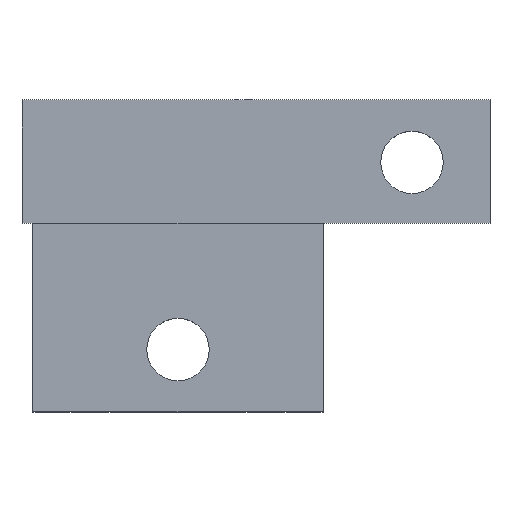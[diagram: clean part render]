
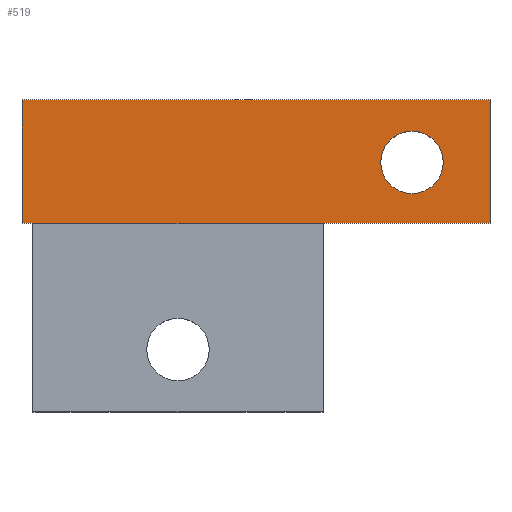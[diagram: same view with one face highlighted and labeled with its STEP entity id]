
A CAD part, top view. The second image highlights one B-rep face of the part: STEP entity #519.
In plain terms, the highlighted planar face has unit normal (0, 0, 1).
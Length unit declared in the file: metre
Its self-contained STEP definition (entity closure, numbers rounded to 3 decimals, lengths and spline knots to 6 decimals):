
#41=LINE('',#779,#107);
#44=LINE('',#785,#110);
#54=LINE('',#803,#120);
#56=LINE('',#807,#122);
#107=VECTOR('',#636,1.);
#110=VECTOR('',#641,1.);
#120=VECTOR('',#653,1.);
#122=VECTOR('',#657,1.);
#216=ORIENTED_EDGE('',*,*,#317,.T.);
#217=ORIENTED_EDGE('',*,*,#332,.F.);
#218=ORIENTED_EDGE('',*,*,#330,.F.);
#219=ORIENTED_EDGE('',*,*,#320,.T.);
#220=ORIENTED_EDGE('',*,*,#295,.T.);
#295=EDGE_CURVE('',#365,#365,#405,.T.);
#317=EDGE_CURVE('',#382,#380,#41,.T.);
#320=EDGE_CURVE('',#384,#382,#44,.T.);
#330=EDGE_CURVE('',#384,#391,#54,.T.);
#332=EDGE_CURVE('',#391,#380,#56,.T.);
#365=VERTEX_POINT('',#734);
#380=VERTEX_POINT('',#777);
#382=VERTEX_POINT('',#780);
#384=VERTEX_POINT('',#786);
#391=VERTEX_POINT('',#804);
#405=CIRCLE('',#551,0.002);
#426=EDGE_LOOP('',(#216,#217,#218,#219));
#427=EDGE_LOOP('',(#220));
#462=FACE_BOUND('',#426,.T.);
#463=FACE_BOUND('',#427,.T.);
#491=PLANE('',#564);
#519=ADVANCED_FACE('',(#462,#463),#491,.T.);
#551=AXIS2_PLACEMENT_3D('',#733,#597,#598);
#564=AXIS2_PLACEMENT_3D('',#809,#659,#660);
#597=DIRECTION('',(0.,0.,-1.));
#598=DIRECTION('',(-1.,0.,0.));
#636=DIRECTION('',(-1.,0.,0.));
#641=DIRECTION('',(0.,1.,0.));
#653=DIRECTION('',(-1.,0.,0.));
#657=DIRECTION('',(0.,1.,0.));
#659=DIRECTION('',(0.,0.,1.));
#660=DIRECTION('',(-1.,0.,0.));
#733=CARTESIAN_POINT('',(0.015,0.01,0.0025));
#734=CARTESIAN_POINT('',(0.013,0.01,0.0025));
#777=CARTESIAN_POINT('',(-0.01,0.014,0.0025));
#779=CARTESIAN_POINT('',(-0.00965,0.014,0.0025));
#780=CARTESIAN_POINT('',(0.02,0.014,0.0025));
#785=CARTESIAN_POINT('',(0.02,0.01,0.0025));
#786=CARTESIAN_POINT('',(0.02,0.0061,0.0025));
#803=CARTESIAN_POINT('',(-0.00965,0.0061,0.0025));
#804=CARTESIAN_POINT('',(-0.01,0.0061,0.0025));
#807=CARTESIAN_POINT('',(-0.01,0.01,0.0025));
#809=CARTESIAN_POINT('',(0.005,0.004,0.0025));
